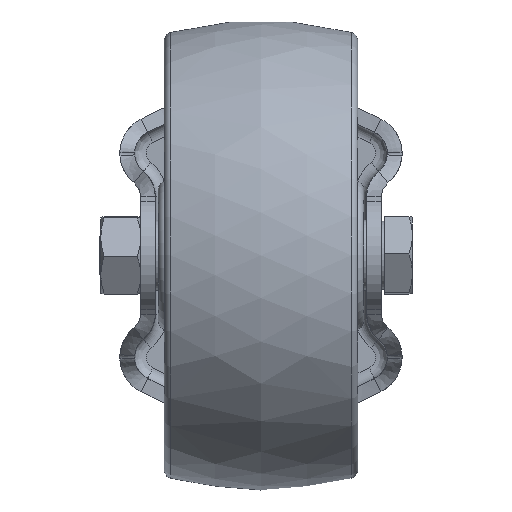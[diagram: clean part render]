
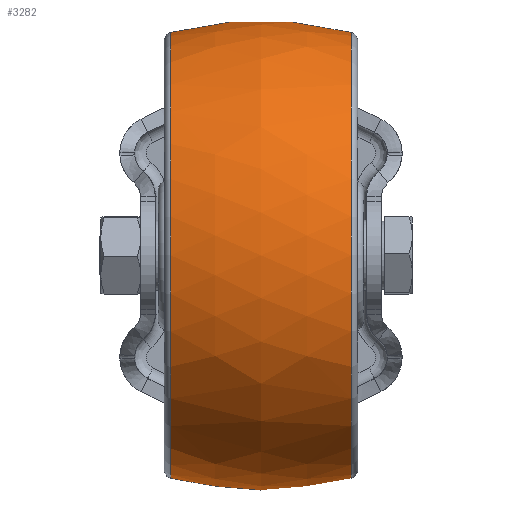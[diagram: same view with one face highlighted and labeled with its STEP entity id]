
A CAD part, front view. The second image highlights one B-rep face of the part: STEP entity #3282.
In plain terms, the highlighted free-form (B-spline) face has degree [2, 2] with [3, 9] control points.
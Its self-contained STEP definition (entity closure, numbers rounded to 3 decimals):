
#344=(
BOUNDED_SURFACE()
B_SPLINE_SURFACE(2,2,((#7134,#7135,#7136,#7137,#7138,#7139,#7140,#7141,
#7142),(#7143,#7144,#7145,#7146,#7147,#7148,#7149,#7150,#7151),(#7152,#7153,
#7154,#7155,#7156,#7157,#7158,#7159,#7160)),.UNSPECIFIED.,.F.,.T.,.F.)
B_SPLINE_SURFACE_WITH_KNOTS((3,3),(3,2,2,2,3),(-0.259,0.259),
(-3.142,-1.571,0.,1.571,3.142),
 .UNSPECIFIED.)
GEOMETRIC_REPRESENTATION_ITEM()
RATIONAL_B_SPLINE_SURFACE(((1.,0.707,1.,0.707,1.,
0.707,1.,0.707,1.),(0.967,0.683,
0.967,0.683,0.967,0.683,
0.967,0.683,0.967),(1.,0.707,
1.,0.707,1.,0.707,1.,0.707,1.)))
REPRESENTATION_ITEM('')
SURFACE()
);
#474=FACE_OUTER_BOUND('',#686,.T.);
#686=EDGE_LOOP('',(#2755,#2756,#2757,#2758,#2759,#2760));
#1245=CIRCLE('',#3670,37.994);
#1246=CIRCLE('',#3671,60.);
#1247=CIRCLE('',#3672,37.994);
#1248=CIRCLE('',#3673,37.994);
#1249=CIRCLE('',#3674,37.994);
#1529=VERTEX_POINT('',#7161);
#1530=VERTEX_POINT('',#7162);
#1531=VERTEX_POINT('',#7164);
#1532=VERTEX_POINT('',#7166);
#1957=EDGE_CURVE('',#1529,#1530,#1245,.T.);
#1958=EDGE_CURVE('',#1530,#1531,#1246,.T.);
#1959=EDGE_CURVE('',#1531,#1532,#1247,.T.);
#1960=EDGE_CURVE('',#1532,#1531,#1248,.T.);
#1961=EDGE_CURVE('',#1530,#1529,#1249,.T.);
#2755=ORIENTED_EDGE('',*,*,#1957,.T.);
#2756=ORIENTED_EDGE('',*,*,#1958,.T.);
#2757=ORIENTED_EDGE('',*,*,#1959,.T.);
#2758=ORIENTED_EDGE('',*,*,#1960,.T.);
#2759=ORIENTED_EDGE('',*,*,#1958,.F.);
#2760=ORIENTED_EDGE('',*,*,#1961,.T.);
#3282=ADVANCED_FACE('',(#474),#344,.F.);
#3670=AXIS2_PLACEMENT_3D('',#7163,#4395,#4396);
#3671=AXIS2_PLACEMENT_3D('',#7165,#4397,#4398);
#3672=AXIS2_PLACEMENT_3D('',#7167,#4399,#4400);
#3673=AXIS2_PLACEMENT_3D('',#7168,#4401,#4402);
#3674=AXIS2_PLACEMENT_3D('',#7169,#4403,#4404);
#4395=DIRECTION('center_axis',(1.,0.,0.));
#4396=DIRECTION('ref_axis',(0.,0.,1.));
#4397=DIRECTION('center_axis',(0.,-1.,0.));
#4398=DIRECTION('ref_axis',(0.,0.,
-1.));
#4399=DIRECTION('center_axis',(-1.,0.,0.));
#4400=DIRECTION('ref_axis',(0.,0.,1.));
#4401=DIRECTION('center_axis',(-1.,0.,0.));
#4402=DIRECTION('ref_axis',(0.,0.,1.));
#4403=DIRECTION('center_axis',(1.,0.,0.));
#4404=DIRECTION('ref_axis',(0.,0.,1.));
#7134=CARTESIAN_POINT('Ctrl Pts',(15.385,0.,
-37.994));
#7135=CARTESIAN_POINT('Ctrl Pts',(15.385,-37.994,-37.994));
#7136=CARTESIAN_POINT('Ctrl Pts',(15.385,-37.994,0.));
#7137=CARTESIAN_POINT('Ctrl Pts',(15.385,-37.994,37.994));
#7138=CARTESIAN_POINT('Ctrl Pts',(15.385,0.,
37.994));
#7139=CARTESIAN_POINT('Ctrl Pts',(15.385,37.994,37.994));
#7140=CARTESIAN_POINT('Ctrl Pts',(15.385,37.994,0.));
#7141=CARTESIAN_POINT('Ctrl Pts',(15.385,37.994,-37.994));
#7142=CARTESIAN_POINT('Ctrl Pts',(15.385,0.,
-37.994));
#7143=CARTESIAN_POINT('Ctrl Pts',(0.,0.,
-42.075));
#7144=CARTESIAN_POINT('Ctrl Pts',(0.,-42.075,
-42.075));
#7145=CARTESIAN_POINT('Ctrl Pts',(0.,-42.075,
0.));
#7146=CARTESIAN_POINT('Ctrl Pts',(0.,-42.075,
42.075));
#7147=CARTESIAN_POINT('Ctrl Pts',(0.,0.,
42.075));
#7148=CARTESIAN_POINT('Ctrl Pts',(0.,42.075,
42.075));
#7149=CARTESIAN_POINT('Ctrl Pts',(0.,42.075,
0.));
#7150=CARTESIAN_POINT('Ctrl Pts',(0.,42.075,
-42.075));
#7151=CARTESIAN_POINT('Ctrl Pts',(0.,0.,
-42.075));
#7152=CARTESIAN_POINT('Ctrl Pts',(-15.385,0.,
-37.994));
#7153=CARTESIAN_POINT('Ctrl Pts',(-15.385,-37.994,-37.994));
#7154=CARTESIAN_POINT('Ctrl Pts',(-15.385,-37.994,0.));
#7155=CARTESIAN_POINT('Ctrl Pts',(-15.385,-37.994,37.994));
#7156=CARTESIAN_POINT('Ctrl Pts',(-15.385,0.,
37.994));
#7157=CARTESIAN_POINT('Ctrl Pts',(-15.385,37.994,37.994));
#7158=CARTESIAN_POINT('Ctrl Pts',(-15.385,37.994,0.));
#7159=CARTESIAN_POINT('Ctrl Pts',(-15.385,37.994,-37.994));
#7160=CARTESIAN_POINT('Ctrl Pts',(-15.385,0.,
-37.994));
#7161=CARTESIAN_POINT('',(-15.385,0.,37.994));
#7162=CARTESIAN_POINT('',(-15.385,0.,-37.994));
#7163=CARTESIAN_POINT('Origin',(-15.385,0.,0.));
#7164=CARTESIAN_POINT('',(15.385,0.,-37.994));
#7165=CARTESIAN_POINT('Origin',(0.,0.,
20.));
#7166=CARTESIAN_POINT('',(15.385,0.,37.994));
#7167=CARTESIAN_POINT('Origin',(15.385,0.,0.));
#7168=CARTESIAN_POINT('Origin',(15.385,0.,0.));
#7169=CARTESIAN_POINT('Origin',(-15.385,0.,0.));
